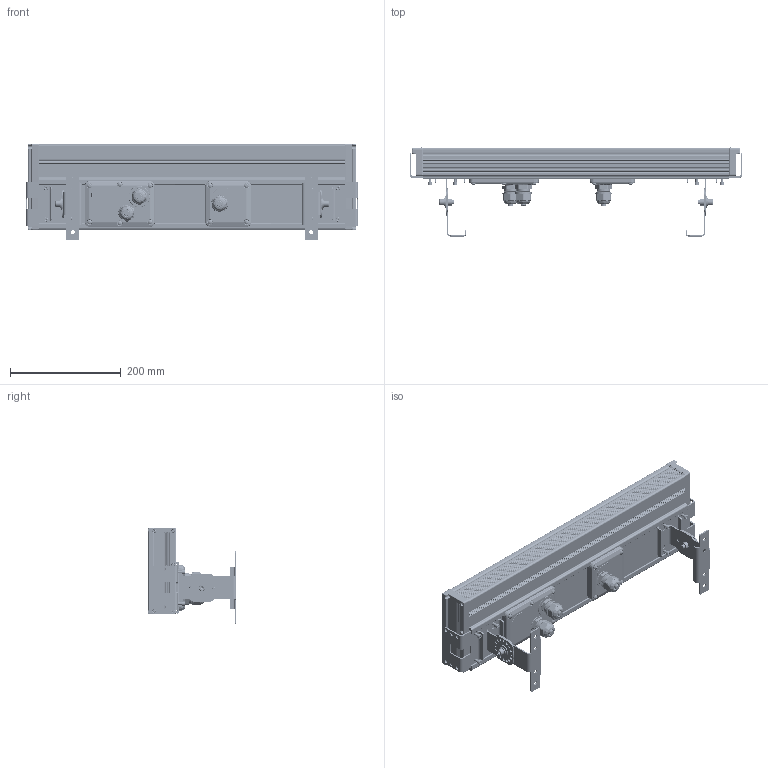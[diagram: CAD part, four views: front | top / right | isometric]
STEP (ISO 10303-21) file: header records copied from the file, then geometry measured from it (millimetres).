
FILE_DESCRIPTION (( 'STEP AP214' ), '1' );
FILE_NAME ('MD4-0212T-1.STEP', '2022-08-19T15:09:20', ( '' ), ( '' ), 'SwSTEP 2.0', 'SolidWorks 2021', '' );
FILE_SCHEMA (( 'AUTOMOTIVE_DESIGN' ));
Length unit declared in the file: inch
Products named in the file (1): MD4-0212T-1
Bounding box: 599.5 x 160.64 x 174.87 mm (x, y, z)
Volume: 1102183.7 mm3; surface area: 878805 mm2
Topology: 84 solids, 84 shells, 6950 faces, 17355 edges, 10535 vertices
Faces by surface type: cylinder 2289, plane 2118, bspline 1727, cone 816
Full cylindrical faces by diameter (mm): 2.32 x140, 2.819 x1, 3 x20, 3.454 x10, 3.5 x10, 3.61 x10, 4.039 x4, 4.05 x10, 4.14 x1, 4.166 x1, 4.2 x10, 4.724 x10, 4.826 x20, 5.105 x38, 5.5 x3, 5.558 x1, 5.6 x10, 6.528 x2, 6.756 x12, 7.1 x3, 7.142 x12, 7.938 x10, 8 x20, 8.2 x10, 8.433 x2, 8.738 x2, 9.6 x3, 10.43 x2, 10.49 x2, 11.908 x2
Entity records: 249325 total; most frequent: CARTESIAN_POINT 104636, ORIENTED_EDGE 30532, DIRECTION 26921, EDGE_CURVE 15266, AXIS2_PLACEMENT_3D 10117, VERTEX_POINT 9817, EDGE_LOOP 8605, FACE_OUTER_BOUND 7553
